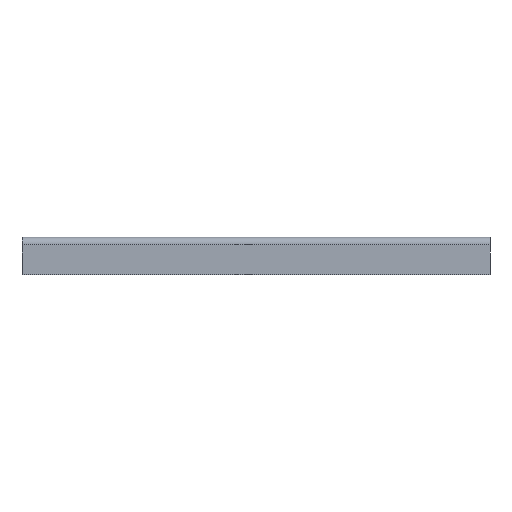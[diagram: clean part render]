
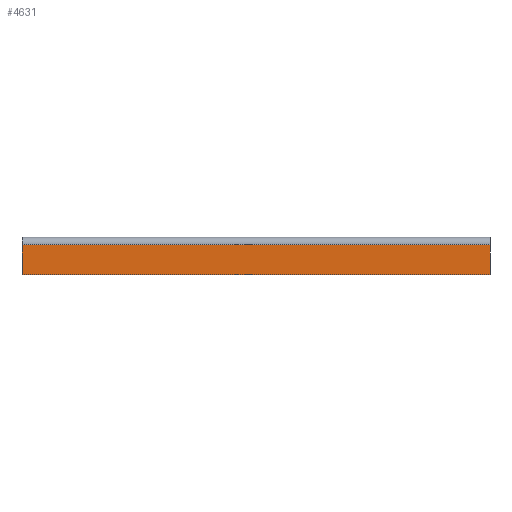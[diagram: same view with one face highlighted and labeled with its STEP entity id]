
A CAD part, front view. The second image highlights one B-rep face of the part: STEP entity #4631.
In plain terms, the highlighted planar face has unit normal (0, -1, 0).
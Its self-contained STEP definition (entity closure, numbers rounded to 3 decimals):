
#877=DIRECTION('',(-1.,0.,0.));
#878=VECTOR('',#877,250.);
#879=CARTESIAN_POINT('',(125.,0.,-4.));
#880=LINE('',#879,#878);
#1497=DIRECTION('',(0.,0.,-1.));
#1498=VECTOR('',#1497,16.);
#1499=CARTESIAN_POINT('',(-125.,0.,-4.));
#1500=LINE('',#1499,#1498);
#1501=DIRECTION('',(1.,0.,0.));
#1502=VECTOR('',#1501,250.);
#1503=CARTESIAN_POINT('',(-125.,0.,-20.));
#1504=LINE('',#1503,#1502);
#1517=DIRECTION('',(0.,0.,-1.));
#1518=VECTOR('',#1517,16.);
#1519=CARTESIAN_POINT('',(125.,0.,-4.));
#1520=LINE('',#1519,#1518);
#2859=CARTESIAN_POINT('',(-125.,0.,-4.));
#2860=CARTESIAN_POINT('',(-125.,0.,-20.));
#2861=VERTEX_POINT('',#2859);
#2862=VERTEX_POINT('',#2860);
#2869=CARTESIAN_POINT('',(125.,0.,-4.));
#2870=CARTESIAN_POINT('',(125.,0.,-20.));
#2871=VERTEX_POINT('',#2869);
#2872=VERTEX_POINT('',#2870);
#4618=CARTESIAN_POINT('',(125.,0.,-20.));
#4619=DIRECTION('',(0.,-1.,0.));
#4620=DIRECTION('',(0.,0.,-1.));
#4621=AXIS2_PLACEMENT_3D('',#4618,#4619,#4620);
#4622=PLANE('',#4621);
#4624=ORIENTED_EDGE('',*,*,#4623,.F.);
#4625=ORIENTED_EDGE('',*,*,#4608,.F.);
#4626=ORIENTED_EDGE('',*,*,#3968,.F.);
#4628=ORIENTED_EDGE('',*,*,#4627,.T.);
#4629=EDGE_LOOP('',(#4624,#4625,#4626,#4628));
#4630=FACE_OUTER_BOUND('',#4629,.F.);
#4631=ADVANCED_FACE('',(#4630),#4622,.T.);
#3968=EDGE_CURVE('',#2871,#2861,#880,.T.);
#4608=EDGE_CURVE('',#2861,#2862,#1500,.T.);
#4623=EDGE_CURVE('',#2862,#2872,#1504,.T.);
#4627=EDGE_CURVE('',#2871,#2872,#1520,.T.);
